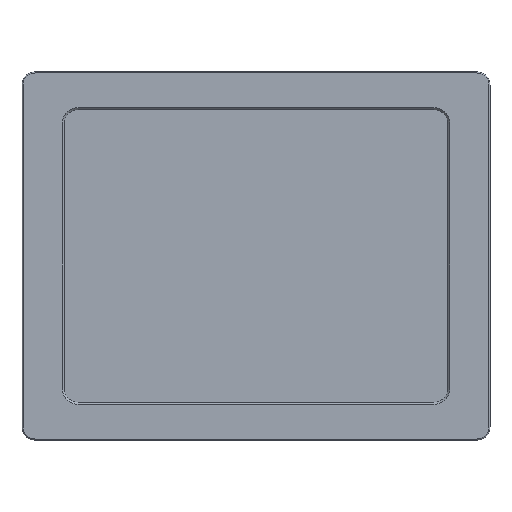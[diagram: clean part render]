
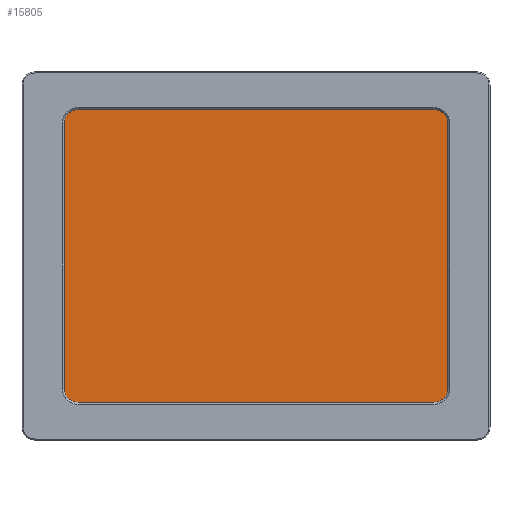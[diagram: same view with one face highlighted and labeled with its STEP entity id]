
A CAD part, top view. The second image highlights one B-rep face of the part: STEP entity #15805.
In plain terms, the highlighted planar face has unit normal (0, 0, 1).
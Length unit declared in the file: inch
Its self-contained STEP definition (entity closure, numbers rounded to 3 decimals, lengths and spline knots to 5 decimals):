
#922=PLANE('',#17052);
#1765=FACE_OUTER_BOUND('',#2709,.T.);
#2709=EDGE_LOOP('',(#14067,#14068,#14069,#14070,#14071,#14072,#14073,#14074));
#3004=CIRCLE('',#16470,0.403);
#3005=CIRCLE('',#16473,0.403);
#3131=CIRCLE('',#16990,0.403);
#3132=CIRCLE('',#16993,0.403);
#4079=LINE('',#27932,#5504);
#4082=LINE('',#27940,#5507);
#4770=LINE('',#29592,#6195);
#4773=LINE('',#29599,#6198);
#5504=VECTOR('',#19053,0.3937);
#5507=VECTOR('',#19062,0.3937);
#6195=VECTOR('',#20784,0.3937);
#6198=VECTOR('',#20793,0.3937);
#7163=VERTEX_POINT('',#27925);
#7164=VERTEX_POINT('',#27926);
#7165=VERTEX_POINT('',#27931);
#7166=VERTEX_POINT('',#27935);
#7167=VERTEX_POINT('',#27939);
#7613=VERTEX_POINT('',#29587);
#7614=VERTEX_POINT('',#29591);
#7615=VERTEX_POINT('',#29595);
#8939=EDGE_CURVE('',#7163,#7164,#3004,.T.);
#8942=EDGE_CURVE('',#7165,#7163,#4079,.T.);
#8944=EDGE_CURVE('',#7166,#7165,#3005,.T.);
#8946=EDGE_CURVE('',#7167,#7166,#4082,.T.);
#9758=EDGE_CURVE('',#7613,#7167,#3131,.T.);
#9760=EDGE_CURVE('',#7614,#7613,#4770,.T.);
#9762=EDGE_CURVE('',#7615,#7614,#3132,.T.);
#9764=EDGE_CURVE('',#7164,#7615,#4773,.T.);
#14067=ORIENTED_EDGE('',*,*,#8946,.F.);
#14068=ORIENTED_EDGE('',*,*,#9758,.F.);
#14069=ORIENTED_EDGE('',*,*,#9760,.F.);
#14070=ORIENTED_EDGE('',*,*,#9762,.F.);
#14071=ORIENTED_EDGE('',*,*,#9764,.F.);
#14072=ORIENTED_EDGE('',*,*,#8939,.F.);
#14073=ORIENTED_EDGE('',*,*,#8942,.F.);
#14074=ORIENTED_EDGE('',*,*,#8944,.F.);
#15805=ADVANCED_FACE('',(#1765),#922,.T.);
#16470=AXIS2_PLACEMENT_3D('',#27927,#19047,#19048);
#16473=AXIS2_PLACEMENT_3D('',#27936,#19057,#19058);
#16990=AXIS2_PLACEMENT_3D('',#29588,#20779,#20780);
#16993=AXIS2_PLACEMENT_3D('',#29596,#20788,#20789);
#17052=AXIS2_PLACEMENT_3D('',#29661,#20912,#20913);
#19047=DIRECTION('center_axis',(0.,0.,
-1.));
#19048=DIRECTION('ref_axis',(1.,0.,0.));
#19053=DIRECTION('',(-1.,0.,0.));
#19057=DIRECTION('center_axis',(0.,0.,
-1.));
#19058=DIRECTION('ref_axis',(0.,1.,0.));
#19062=DIRECTION('',(0.,-1.,0.));
#20779=DIRECTION('center_axis',(0.,0.,
-1.));
#20780=DIRECTION('ref_axis',(-1.,0.,0.));
#20784=DIRECTION('',(1.,0.,0.));
#20788=DIRECTION('center_axis',(0.,0.,
-1.));
#20789=DIRECTION('ref_axis',(0.,-1.,0.));
#20793=DIRECTION('',(0.,1.,0.));
#20912=DIRECTION('center_axis',(0.,0.,
1.));
#20913=DIRECTION('ref_axis',(1.,0.,0.));
#27925=CARTESIAN_POINT('',(8.28468,1.07,0.5426));
#27926=CARTESIAN_POINT('',(7.88168,1.473,0.5426));
#27927=CARTESIAN_POINT('Origin',(8.28468,1.473,0.5426));
#27931=CARTESIAN_POINT('',(18.39028,1.07,0.5426));
#27932=CARTESIAN_POINT('',(15.85311,1.07,0.5426));
#27935=CARTESIAN_POINT('',(18.79328,1.473,0.5426));
#27936=CARTESIAN_POINT('Origin',(18.39028,1.473,0.5426));
#27939=CARTESIAN_POINT('',(18.79328,8.99317,0.5426));
#27940=CARTESIAN_POINT('',(18.79328,7.08622,0.5426));
#29587=CARTESIAN_POINT('',(18.39028,9.39617,0.5426));
#29588=CARTESIAN_POINT('Origin',(18.39028,8.99317,0.5426));
#29591=CARTESIAN_POINT('',(8.28468,9.39617,0.5426));
#29592=CARTESIAN_POINT('',(10.80031,9.39617,0.5426));
#29595=CARTESIAN_POINT('',(7.88168,8.99317,0.5426));
#29596=CARTESIAN_POINT('Origin',(8.28468,8.99317,0.5426));
#29599=CARTESIAN_POINT('',(7.88168,3.32613,0.5426));
#29661=CARTESIAN_POINT('Origin',(13.31594,5.17926,0.5426));
